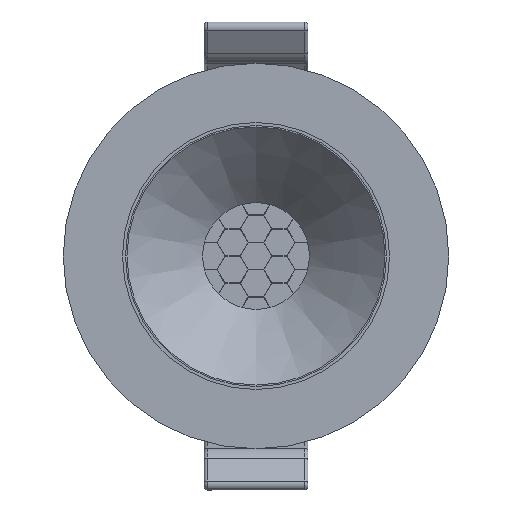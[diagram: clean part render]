
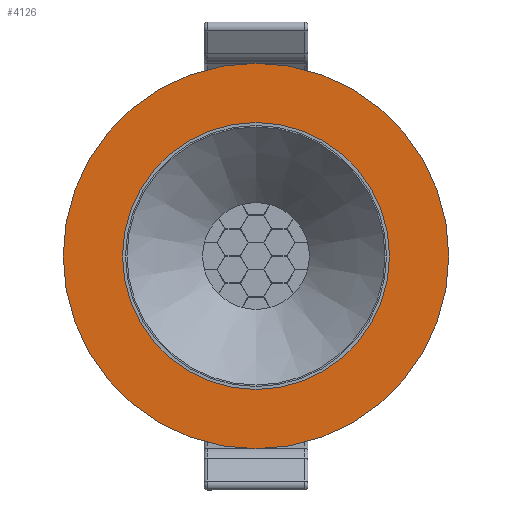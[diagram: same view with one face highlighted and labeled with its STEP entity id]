
A CAD part, front view. The second image highlights one B-rep face of the part: STEP entity #4126.
In plain terms, the highlighted planar face has unit normal (0, -1, 0).
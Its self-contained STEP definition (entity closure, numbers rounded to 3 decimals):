
#1884 = AXIS2_PLACEMENT_3D ( 'NONE', #2542, #6445, #50989 ) ;
#2542 = CARTESIAN_POINT ( 'NONE',  ( 22.5, 0., 0. ) ) ;
#4126 = ADVANCED_FACE ( 'NONE', ( #46483, #38342 ), #30266, .T. ) ;
#5079 = CIRCLE ( 'NONE', #25900, 22.5 ) ;
#6445 = DIRECTION ( 'NONE',  ( 0., -1., 0. ) ) ;
#8968 = DIRECTION ( 'NONE',  ( 0., 0., -1. ) ) ;
#9185 = EDGE_CURVE ( 'NONE', #29611, #29611, #5079, .T. ) ;
#10438 = DIRECTION ( 'NONE',  ( 0., 0., -1. ) ) ;
#13096 = EDGE_LOOP ( 'NONE', ( #42467 ) ) ;
#13355 = AXIS2_PLACEMENT_3D ( 'NONE', #32525, #43988, #8968 ) ;
#19234 = CIRCLE ( 'NONE', #13355, 32.5 ) ;
#25900 = AXIS2_PLACEMENT_3D ( 'NONE', #38916, #47110, #10438 ) ;
#29611 = VERTEX_POINT ( 'NONE', #41591 ) ;
#30266 = PLANE ( 'NONE',  #1884 ) ;
#32525 = CARTESIAN_POINT ( 'NONE',  ( 0., 0., 0. ) ) ;
#33811 = EDGE_CURVE ( 'NONE', #42614, #42614, #19234, .T. ) ;
#34837 = CARTESIAN_POINT ( 'NONE',  ( 0., 0., -32.5 ) ) ;
#38342 = FACE_BOUND ( 'NONE', #48756, .T. ) ;
#38916 = CARTESIAN_POINT ( 'NONE',  ( 0., 0., 0. ) ) ;
#41591 = CARTESIAN_POINT ( 'NONE',  ( 0., 0., -22.5 ) ) ;
#42467 = ORIENTED_EDGE ( 'NONE', *, *, #33811, .T. ) ;
#42614 = VERTEX_POINT ( 'NONE', #34837 ) ;
#42841 = ORIENTED_EDGE ( 'NONE', *, *, #9185, .F. ) ;
#43988 = DIRECTION ( 'NONE',  ( 0., -1., 0. ) ) ;
#46483 = FACE_OUTER_BOUND ( 'NONE', #13096, .T. ) ;
#47110 = DIRECTION ( 'NONE',  ( 0., -1., 0. ) ) ;
#48756 = EDGE_LOOP ( 'NONE', ( #42841 ) ) ;
#50989 = DIRECTION ( 'NONE',  ( 0., 0., -1. ) ) ;
